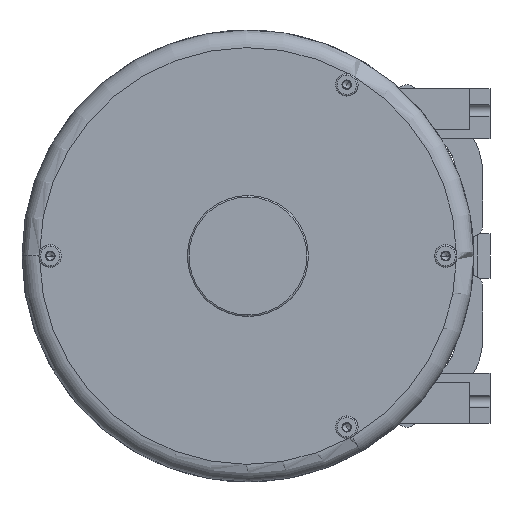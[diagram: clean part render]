
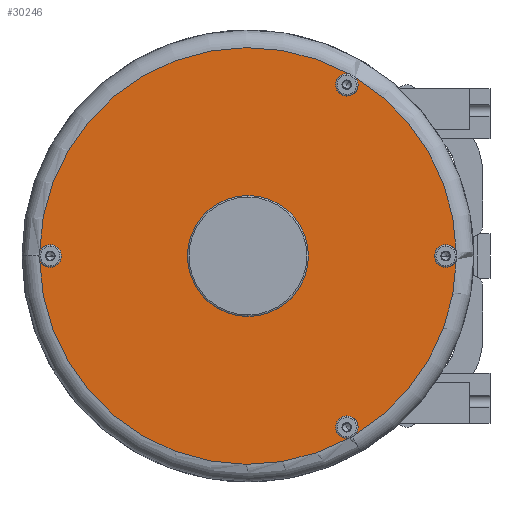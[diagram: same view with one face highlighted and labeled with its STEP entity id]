
A CAD part, left-side view. The second image highlights one B-rep face of the part: STEP entity #30246.
In plain terms, the highlighted planar face has unit normal (-1, 0, 0).
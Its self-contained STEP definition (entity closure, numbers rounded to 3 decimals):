
#12255=CARTESIAN_POINT('',(-230.5,0.,0.));
#12256=DIRECTION('',(-1.,0.,0.));
#12257=DIRECTION('',(0.,0.,1.));
#12258=AXIS2_PLACEMENT_3D('',#12255,#12256,#12257);
#12260=CARTESIAN_POINT('',(-230.5,0.,0.));
#12261=DIRECTION('',(-1.,0.,0.));
#12262=DIRECTION('',(0.,0.,-1.));
#12263=AXIS2_PLACEMENT_3D('',#12260,#12261,#12262);
#12265=CARTESIAN_POINT('',(-230.5,0.,0.));
#12266=DIRECTION('',(-1.,0.,0.));
#12267=DIRECTION('',(0.,-0.515,-0.857));
#12268=AXIS2_PLACEMENT_3D('',#12265,#12266,#12267);
#12270=CARTESIAN_POINT('',(-230.5,-122.5,-212.176));
#12271=DIRECTION('',(-1.,0.,0.));
#12272=DIRECTION('',(0.,-0.759,-0.651));
#12273=AXIS2_PLACEMENT_3D('',#12270,#12271,#12272);
#12275=CARTESIAN_POINT('',(-230.5,-122.5,-212.176));
#12276=DIRECTION('',(-1.,0.,0.));
#12277=DIRECTION('',(0.,0.,1.));
#12278=AXIS2_PLACEMENT_3D('',#12275,#12276,#12277);
#12280=CARTESIAN_POINT('',(-230.5,-122.5,-212.176));
#12281=DIRECTION('',(-1.,0.,0.));
#12282=DIRECTION('',(0.,0.,-1.));
#12283=AXIS2_PLACEMENT_3D('',#12280,#12281,#12282);
#12285=CARTESIAN_POINT('',(-230.5,0.,0.));
#12286=DIRECTION('',(-1.,0.,0.));
#12287=DIRECTION('',(0.,1.,-0.018));
#12288=AXIS2_PLACEMENT_3D('',#12285,#12286,#12287);
#12290=CARTESIAN_POINT('',(-230.5,245.,0.));
#12291=DIRECTION('',(-1.,0.,0.));
#12292=DIRECTION('',(0.,0.943,-0.332));
#12293=AXIS2_PLACEMENT_3D('',#12290,#12291,#12292);
#12295=CARTESIAN_POINT('',(-230.5,245.,0.));
#12296=DIRECTION('',(-1.,0.,0.));
#12297=DIRECTION('',(0.,0.,-1.));
#12298=AXIS2_PLACEMENT_3D('',#12295,#12296,#12297);
#12300=CARTESIAN_POINT('',(-230.5,245.,0.));
#12301=DIRECTION('',(-1.,0.,0.));
#12302=DIRECTION('',(0.,0.,1.));
#12303=AXIS2_PLACEMENT_3D('',#12300,#12301,#12302);
#12305=CARTESIAN_POINT('',(-230.5,0.,0.));
#12306=DIRECTION('',(-1.,0.,0.));
#12307=DIRECTION('',(0.,-0.484,0.875));
#12308=AXIS2_PLACEMENT_3D('',#12305,#12306,#12307);
#12310=CARTESIAN_POINT('',(-230.5,-122.5,212.176));
#12311=DIRECTION('',(-1.,0.,0.));
#12312=DIRECTION('',(0.,-0.185,0.983));
#12313=AXIS2_PLACEMENT_3D('',#12310,#12311,#12312);
#12315=CARTESIAN_POINT('',(-230.5,-122.5,212.176));
#12316=DIRECTION('',(-1.,0.,0.));
#12317=DIRECTION('',(0.,0.,1.));
#12318=AXIS2_PLACEMENT_3D('',#12315,#12316,#12317);
#12320=CARTESIAN_POINT('',(-230.5,-122.5,212.176));
#12321=DIRECTION('',(-1.,0.,0.));
#12322=DIRECTION('',(0.,0.,-1.));
#12323=AXIS2_PLACEMENT_3D('',#12320,#12321,#12322);
#12325=CARTESIAN_POINT('',(-230.5,0.,0.));
#12326=DIRECTION('',(-1.,0.,0.));
#12327=DIRECTION('',(0.,-1.,0.018));
#12328=AXIS2_PLACEMENT_3D('',#12325,#12326,#12327);
#12330=CARTESIAN_POINT('',(-230.5,-245.,0.));
#12331=DIRECTION('',(-1.,0.,0.));
#12332=DIRECTION('',(0.,-0.943,0.332));
#12333=AXIS2_PLACEMENT_3D('',#12330,#12331,#12332);
#12335=CARTESIAN_POINT('',(-230.5,-245.,0.));
#12336=DIRECTION('',(-1.,0.,0.));
#12337=DIRECTION('',(0.,0.,1.));
#12338=AXIS2_PLACEMENT_3D('',#12335,#12336,#12337);
#12340=CARTESIAN_POINT('',(-230.5,-245.,0.));
#12341=DIRECTION('',(-1.,0.,0.));
#12342=DIRECTION('',(0.,0.,-1.));
#12343=AXIS2_PLACEMENT_3D('',#12340,#12341,#12342);
#15023=CARTESIAN_POINT('',(-230.5,0.,75.));
#15024=CARTESIAN_POINT('',(-230.5,0.,-75.));
#15025=VERTEX_POINT('',#15023);
#15026=VERTEX_POINT('',#15024);
#15027=CARTESIAN_POINT('',(-230.5,245.,-14.));
#15028=CARTESIAN_POINT('',(-230.5,245.,14.));
#15029=VERTEX_POINT('',#15027);
#15030=VERTEX_POINT('',#15028);
#15031=CARTESIAN_POINT('',(-230.5,-122.5,226.176));
#15032=CARTESIAN_POINT('',(-230.5,-122.5,198.176));
#15033=VERTEX_POINT('',#15031);
#15034=VERTEX_POINT('',#15032);
#15035=CARTESIAN_POINT('',(-230.5,-245.,14.));
#15036=CARTESIAN_POINT('',(-230.5,-245.,-14.));
#15037=VERTEX_POINT('',#15035);
#15038=VERTEX_POINT('',#15036);
#15039=CARTESIAN_POINT('',(-230.5,-122.5,-198.176));
#15040=CARTESIAN_POINT('',(-230.5,-122.5,-226.176));
#15041=VERTEX_POINT('',#15039);
#15042=VERTEX_POINT('',#15040);
#15113=CARTESIAN_POINT('',(-230.5,-133.124,-221.294));
#15114=CARTESIAN_POINT('',(-230.5,-258.208,-4.636));
#15115=VERTEX_POINT('',#15113);
#15116=VERTEX_POINT('',#15114);
#15122=CARTESIAN_POINT('',(-230.5,258.208,-4.641));
#15123=CARTESIAN_POINT('',(-230.5,-125.085,-225.936));
#15124=VERTEX_POINT('',#15122);
#15125=VERTEX_POINT('',#15123);
#15129=CARTESIAN_POINT('',(-230.5,-125.085,225.936));
#15130=CARTESIAN_POINT('',(-230.5,258.208,4.635));
#15131=VERTEX_POINT('',#15129);
#15132=VERTEX_POINT('',#15130);
#15133=CARTESIAN_POINT('',(-230.5,-258.208,4.641));
#15134=CARTESIAN_POINT('',(-230.5,-133.124,221.294));
#15135=VERTEX_POINT('',#15133);
#15136=VERTEX_POINT('',#15134);
#30205=CARTESIAN_POINT('',(-230.5,0.,0.));
#30206=DIRECTION('',(1.,0.,0.));
#30207=DIRECTION('',(0.,-1.,0.));
#30208=AXIS2_PLACEMENT_3D('',#30205,#30206,#30207);
#30209=PLANE('',#30208);
#30210=ORIENTED_EDGE('',*,*,#28782,.F.);
#30212=ORIENTED_EDGE('',*,*,#30211,.T.);
#30214=ORIENTED_EDGE('',*,*,#30213,.T.);
#30216=ORIENTED_EDGE('',*,*,#30215,.T.);
#30217=ORIENTED_EDGE('',*,*,#30193,.F.);
#30219=ORIENTED_EDGE('',*,*,#30218,.T.);
#30221=ORIENTED_EDGE('',*,*,#30220,.T.);
#30223=ORIENTED_EDGE('',*,*,#30222,.T.);
#30224=ORIENTED_EDGE('',*,*,#28790,.F.);
#30226=ORIENTED_EDGE('',*,*,#30225,.T.);
#30228=ORIENTED_EDGE('',*,*,#30227,.T.);
#30230=ORIENTED_EDGE('',*,*,#30229,.T.);
#30231=ORIENTED_EDGE('',*,*,#28786,.F.);
#30233=ORIENTED_EDGE('',*,*,#30232,.T.);
#30235=ORIENTED_EDGE('',*,*,#30234,.T.);
#30237=ORIENTED_EDGE('',*,*,#30236,.T.);
#30238=EDGE_LOOP('',(#30210,#30212,#30214,#30216,#30217,#30219,#30221,#30223,
#30224,#30226,#30228,#30230,#30231,#30233,#30235,#30237));
#30239=FACE_OUTER_BOUND('',#30238,.F.);
#30241=ORIENTED_EDGE('',*,*,#30240,.T.);
#30243=ORIENTED_EDGE('',*,*,#30242,.T.);
#30244=EDGE_LOOP('',(#30241,#30243));
#30245=FACE_BOUND('',#30244,.F.);
#30246=ADVANCED_FACE('',(#30239,#30245),#30209,.F.);
#12259=CIRCLE('',#12258,75.);
#12264=CIRCLE('',#12263,75.);
#12269=CIRCLE('',#12268,258.25);
#12274=CIRCLE('',#12273,14.);
#12279=CIRCLE('',#12278,14.);
#12284=CIRCLE('',#12283,14.);
#12289=CIRCLE('',#12288,258.25);
#12294=CIRCLE('',#12293,14.);
#12299=CIRCLE('',#12298,14.);
#12304=CIRCLE('',#12303,14.);
#12309=CIRCLE('',#12308,258.25);
#12314=CIRCLE('',#12313,14.);
#12319=CIRCLE('',#12318,14.);
#12324=CIRCLE('',#12323,14.);
#12329=CIRCLE('',#12328,258.25);
#12334=CIRCLE('',#12333,14.);
#12339=CIRCLE('',#12338,14.);
#12344=CIRCLE('',#12343,14.);
#28782=EDGE_CURVE('',#15115,#15116,#12269,.T.);
#28786=EDGE_CURVE('',#15135,#15136,#12329,.T.);
#28790=EDGE_CURVE('',#15131,#15132,#12309,.T.);
#30193=EDGE_CURVE('',#15124,#15125,#12289,.T.);
#30211=EDGE_CURVE('',#15115,#15041,#12274,.T.);
#30213=EDGE_CURVE('',#15041,#15042,#12279,.T.);
#30215=EDGE_CURVE('',#15042,#15125,#12284,.T.);
#30218=EDGE_CURVE('',#15124,#15029,#12294,.T.);
#30220=EDGE_CURVE('',#15029,#15030,#12299,.T.);
#30222=EDGE_CURVE('',#15030,#15132,#12304,.T.);
#30225=EDGE_CURVE('',#15131,#15033,#12314,.T.);
#30227=EDGE_CURVE('',#15033,#15034,#12319,.T.);
#30229=EDGE_CURVE('',#15034,#15136,#12324,.T.);
#30232=EDGE_CURVE('',#15135,#15037,#12334,.T.);
#30234=EDGE_CURVE('',#15037,#15038,#12339,.T.);
#30236=EDGE_CURVE('',#15038,#15116,#12344,.T.);
#30240=EDGE_CURVE('',#15025,#15026,#12259,.T.);
#30242=EDGE_CURVE('',#15026,#15025,#12264,.T.);
